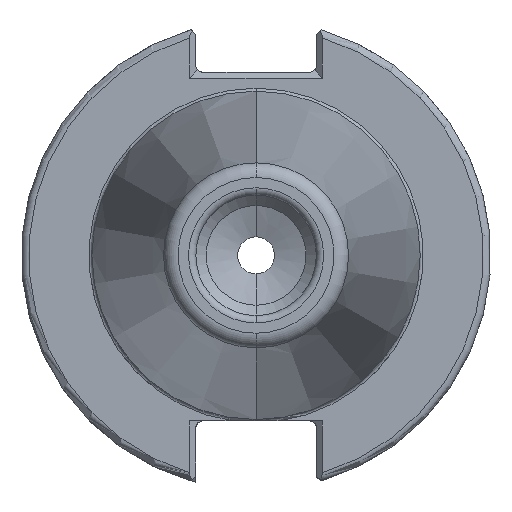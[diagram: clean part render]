
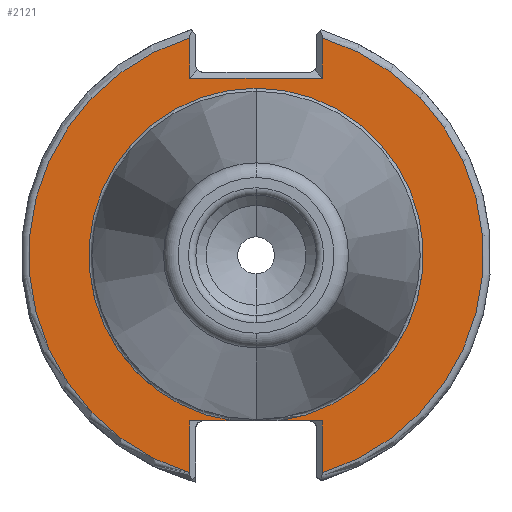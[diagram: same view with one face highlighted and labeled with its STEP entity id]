
A CAD part, left-side view. The second image highlights one B-rep face of the part: STEP entity #2121.
In plain terms, the highlighted planar face has unit normal (-1, 0, 0).
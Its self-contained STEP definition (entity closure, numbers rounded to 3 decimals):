
#6 = DIRECTION ( 'NONE',  ( -1., 0., 0. ) ) ;
#78 = CARTESIAN_POINT ( 'NONE',  ( -76.82, 3.112, -22.41 ) ) ;
#85 = EDGE_CURVE ( 'NONE', #5169, #4128, #4741, .T. ) ;
#95 = AXIS2_PLACEMENT_3D ( 'NONE', #5061, #263, #3078 ) ;
#150 = CARTESIAN_POINT ( 'NONE',  ( -76.82, -8.99, 29.433 ) ) ;
#165 = DIRECTION ( 'NONE',  ( 0., 0., -1. ) ) ;
#193 = EDGE_CURVE ( 'NONE', #2747, #4496, #3288, .T. ) ;
#263 = DIRECTION ( 'NONE',  ( 1., 0., 0. ) ) ;
#389 = EDGE_CURVE ( 'NONE', #4068, #2520, #3859, .T. ) ;
#408 = LINE ( 'NONE', #4980, #4550 ) ;
#420 = CARTESIAN_POINT ( 'NONE',  ( -76.82, -8.19, -22.41 ) ) ;
#489 = CARTESIAN_POINT ( 'NONE',  ( -76.82, -3.112, -22.41 ) ) ;
#511 = DIRECTION ( 'NONE',  ( -1., 0., 0. ) ) ;
#554 = CARTESIAN_POINT ( 'NONE',  ( -76.82, -8.19, -22.41 ) ) ;
#582 = EDGE_CURVE ( 'NONE', #1660, #2747, #4037, .T. ) ;
#640 = ORIENTED_EDGE ( 'NONE', *, *, #193, .T. ) ;
#674 = CIRCLE ( 'NONE', #1075, 30.775 ) ;
#761 = DIRECTION ( 'NONE',  ( 0., 0., 1. ) ) ;
#865 = VECTOR ( 'NONE', #761, 1000. ) ;
#961 = EDGE_CURVE ( 'NONE', #3186, #1660, #674, .T. ) ;
#1019 = EDGE_CURVE ( 'NONE', #4689, #3662, #408, .T. ) ;
#1052 = DIRECTION ( 'NONE',  ( 0., -1., 0. ) ) ;
#1055 = CARTESIAN_POINT ( 'NONE',  ( -76.82, 0., 0. ) ) ;
#1075 = AXIS2_PLACEMENT_3D ( 'NONE', #4968, #2597, #165 ) ;
#1123 = EDGE_CURVE ( 'NONE', #2520, #4689, #4165, .T. ) ;
#1172 = CARTESIAN_POINT ( 'NONE',  ( -76.82, 8.99, -22.41 ) ) ;
#1328 = ORIENTED_EDGE ( 'NONE', *, *, #582, .T. ) ;
#1342 = EDGE_CURVE ( 'NONE', #3662, #3186, #4484, .T. ) ;
#1466 = DIRECTION ( 'NONE',  ( 0., 0., -1. ) ) ;
#1500 = EDGE_CURVE ( 'NONE', #5169, #5133, #2783, .T. ) ;
#1546 = AXIS2_PLACEMENT_3D ( 'NONE', #1055, #3827, #1466 ) ;
#1660 = VERTEX_POINT ( 'NONE', #5016 ) ;
#1692 = VECTOR ( 'NONE', #1716, 1000. ) ;
#1716 = DIRECTION ( 'NONE',  ( 0., -1., 0. ) ) ;
#1799 = CARTESIAN_POINT ( 'NONE',  ( -76.82, -8.99, -22.41 ) ) ;
#1987 = AXIS2_PLACEMENT_3D ( 'NONE', #2439, #6, #2824 ) ;
#2058 = VECTOR ( 'NONE', #4671, 1000. ) ;
#2121 = ADVANCED_FACE ( 'NONE', ( #5028 ), #2293, .F. ) ;
#2284 = CARTESIAN_POINT ( 'NONE',  ( -76.82, -8.99, 24.8 ) ) ;
#2293 = PLANE ( 'NONE',  #95 ) ;
#2384 = DIRECTION ( 'NONE',  ( 0., 0., 1. ) ) ;
#2439 = CARTESIAN_POINT ( 'NONE',  ( -76.82, 0., 0. ) ) ;
#2470 = CIRCLE ( 'NONE', #1987, 22.625 ) ;
#2484 = CARTESIAN_POINT ( 'NONE',  ( -76.82, 0., 22.625 ) ) ;
#2520 = VERTEX_POINT ( 'NONE', #150 ) ;
#2537 = CARTESIAN_POINT ( 'NONE',  ( -76.82, -8.99, -29.433 ) ) ;
#2597 = DIRECTION ( 'NONE',  ( -1., 0., 0. ) ) ;
#2633 = ORIENTED_EDGE ( 'NONE', *, *, #1500, .F. ) ;
#2747 = VERTEX_POINT ( 'NONE', #1172 ) ;
#2783 = CIRCLE ( 'NONE', #3906, 22.625 ) ;
#2812 = VECTOR ( 'NONE', #3779, 1000. ) ;
#2824 = DIRECTION ( 'NONE',  ( 0., 0., 1. ) ) ;
#2902 = CARTESIAN_POINT ( 'NONE',  ( -76.82, 0., 0. ) ) ;
#2943 = ORIENTED_EDGE ( 'NONE', *, *, #1019, .T. ) ;
#2950 = ORIENTED_EDGE ( 'NONE', *, *, #1342, .T. ) ;
#3069 = ORIENTED_EDGE ( 'NONE', *, *, #4926, .T. ) ;
#3078 = DIRECTION ( 'NONE',  ( 0., 0., -1. ) ) ;
#3173 = VECTOR ( 'NONE', #1052, 1000. ) ;
#3186 = VERTEX_POINT ( 'NONE', #3218 ) ;
#3191 = EDGE_CURVE ( 'NONE', #5133, #4496, #2470, .T. ) ;
#3218 = CARTESIAN_POINT ( 'NONE',  ( -76.82, 8.99, 29.433 ) ) ;
#3265 = EDGE_LOOP ( 'NONE', ( #2950, #4383, #1328, #640, #4260, #2633, #5015, #3069, #4755, #3389, #2943 ) ) ;
#3288 = LINE ( 'NONE', #554, #3173 ) ;
#3302 = DIRECTION ( 'NONE',  ( 0., 0., 1. ) ) ;
#3389 = ORIENTED_EDGE ( 'NONE', *, *, #1123, .T. ) ;
#3400 = DIRECTION ( 'NONE',  ( 0., 1., 0. ) ) ;
#3407 = VECTOR ( 'NONE', #2384, 1000. ) ;
#3662 = VERTEX_POINT ( 'NONE', #4172 ) ;
#3779 = DIRECTION ( 'NONE',  ( 0., 0., -1. ) ) ;
#3827 = DIRECTION ( 'NONE',  ( -1., 0., 0. ) ) ;
#3859 = CIRCLE ( 'NONE', #1546, 30.775 ) ;
#3906 = AXIS2_PLACEMENT_3D ( 'NONE', #2902, #511, #3302 ) ;
#4037 = LINE ( 'NONE', #4725, #865 ) ;
#4068 = VERTEX_POINT ( 'NONE', #2537 ) ;
#4128 = VERTEX_POINT ( 'NONE', #1799 ) ;
#4165 = LINE ( 'NONE', #2284, #2058 ) ;
#4172 = CARTESIAN_POINT ( 'NONE',  ( -76.82, 8.99, 24. ) ) ;
#4260 = ORIENTED_EDGE ( 'NONE', *, *, #3191, .F. ) ;
#4383 = ORIENTED_EDGE ( 'NONE', *, *, #961, .T. ) ;
#4484 = LINE ( 'NONE', #4786, #3407 ) ;
#4496 = VERTEX_POINT ( 'NONE', #78 ) ;
#4550 = VECTOR ( 'NONE', #3400, 1000. ) ;
#4600 = CARTESIAN_POINT ( 'NONE',  ( -76.82, -8.99, 0. ) ) ;
#4671 = DIRECTION ( 'NONE',  ( 0., 0., -1. ) ) ;
#4689 = VERTEX_POINT ( 'NONE', #5076 ) ;
#4725 = CARTESIAN_POINT ( 'NONE',  ( -76.82, 8.99, 0. ) ) ;
#4741 = LINE ( 'NONE', #420, #1692 ) ;
#4755 = ORIENTED_EDGE ( 'NONE', *, *, #389, .T. ) ;
#4786 = CARTESIAN_POINT ( 'NONE',  ( -76.82, 8.99, 30.701 ) ) ;
#4926 = EDGE_CURVE ( 'NONE', #4128, #4068, #4938, .T. ) ;
#4938 = LINE ( 'NONE', #4600, #2812 ) ;
#4968 = CARTESIAN_POINT ( 'NONE',  ( -76.82, 0., 0. ) ) ;
#4980 = CARTESIAN_POINT ( 'NONE',  ( -76.82, 0., 24. ) ) ;
#5015 = ORIENTED_EDGE ( 'NONE', *, *, #85, .T. ) ;
#5016 = CARTESIAN_POINT ( 'NONE',  ( -76.82, 8.99, -29.433 ) ) ;
#5028 = FACE_OUTER_BOUND ( 'NONE', #3265, .T. ) ;
#5061 = CARTESIAN_POINT ( 'NONE',  ( -76.82, 0., 0. ) ) ;
#5076 = CARTESIAN_POINT ( 'NONE',  ( -76.82, -8.99, 24. ) ) ;
#5133 = VERTEX_POINT ( 'NONE', #2484 ) ;
#5169 = VERTEX_POINT ( 'NONE', #489 ) ;
